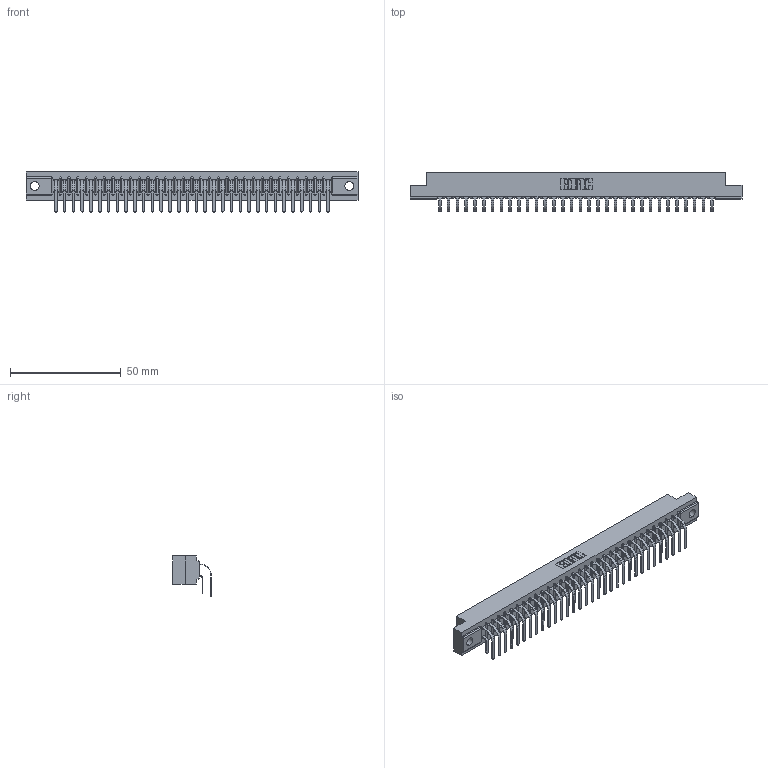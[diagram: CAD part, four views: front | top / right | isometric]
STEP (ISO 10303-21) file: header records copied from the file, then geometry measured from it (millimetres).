
FILE_DESCRIPTION (( 'STEP AP203' ), '1' );
FILE_NAME ('357-064-559-204.STEP', '2022-07-08T21:33:51', ( '' ), ( '' ), 'SwSTEP 2.0', 'SolidWorks 2020', '' );
FILE_SCHEMA (( 'CONFIG_CONTROL_DESIGN' ));
Length unit declared in the file: inch
Products named in the file (4): 307 Part_.156 Dia Mounting Holes; 307-290-001_559 - 2 (Single); 357-064-559-204; 307-290-001_558 559 - 1 (Single)
Assembly tree (65 placements, depth 2):
  357-064-559-204
    307 Part_.156 Dia Mounting Holes
    307-290-001_558 559 - 1 (Single)  x32
    307-290-001_559 - 2 (Single)  x32
Bounding box: 149.81 x 17.51 x 18.07 mm (x, y, z)
Volume: 15994.4 mm3; surface area: 20573 mm2
Topology: 65 solids, 65 shells, 3365 faces, 9447 edges, 6122 vertices
Faces by surface type: plane 2196, cylinder 1103, sphere 66
Entity records: 31555 total; most frequent: CARTESIAN_POINT 5172, ORIENTED_EDGE 5122, DIRECTION 5061, EDGE_CURVE 2561, VECTOR 1967, LINE 1967, VERTEX_POINT 1658, AXIS2_PLACEMENT_3D 1547
